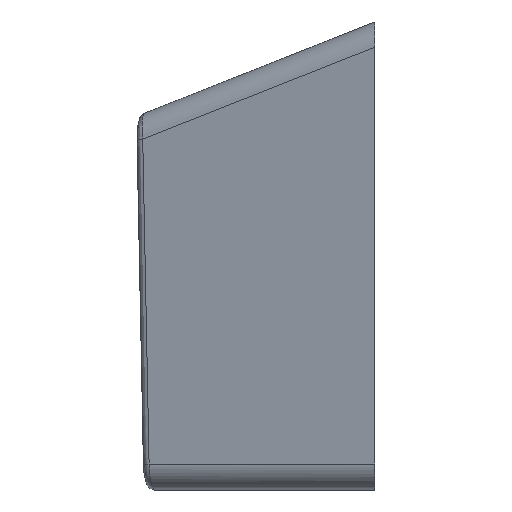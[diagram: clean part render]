
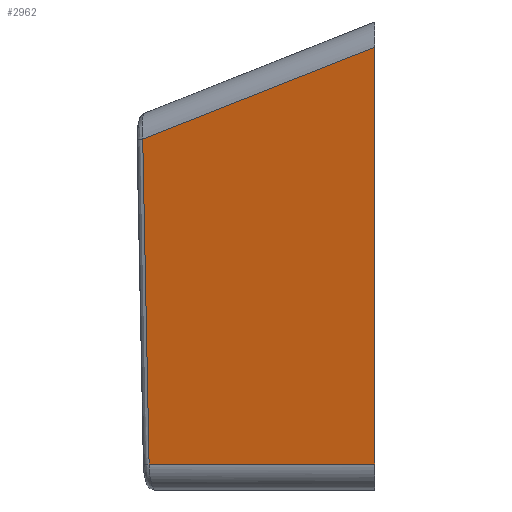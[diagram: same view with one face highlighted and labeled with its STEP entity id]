
A CAD part, left-side view. The second image highlights one B-rep face of the part: STEP entity #2962.
In plain terms, the highlighted planar face has unit normal (-0.965, 0.263, 0).
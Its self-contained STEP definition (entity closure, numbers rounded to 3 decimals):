
#1643 = PLANE('',#1644);
#1644 = AXIS2_PLACEMENT_3D('',#1645,#1646,#1647);
#1645 = CARTESIAN_POINT('',(0.,0.,0.));
#1646 = DIRECTION('',(0.,1.,0.));
#1647 = DIRECTION('',(0.,-0.,1.));
#2265 = CYLINDRICAL_SURFACE('',#2266,1.);
#2266 = AXIS2_PLACEMENT_3D('',#2267,#2268,#2269);
#2267 = CARTESIAN_POINT('',(-14.251,2.986,
    6.742));
#2268 = DIRECTION('',(0.245,0.901,-0.357));
#2269 = DIRECTION('',(-0.651,0.426,0.628));
#2495 = B_SPLINE_SURFACE_WITH_KNOTS('',3,3,(
    (#2496,#2497,#2498,#2499)
    ,(#2500,#2501,#2502,#2503)
    ,(#2504,#2505,#2506,#2507)
    ,(#2508,#2509,#2510,#2511)
    ,(#2512,#2513,#2514,#2515
  )),.UNSPECIFIED.,.F.,.F.,.F.,(4,1,4),(4,4),(0.,0.5,1.),(0.11
    ,1.359),.UNSPECIFIED.);
#2496 = CARTESIAN_POINT('',(-13.304,9.145,
    4.484));
#2497 = CARTESIAN_POINT('',(-13.326,9.064,
    0.321));
#2498 = CARTESIAN_POINT('',(-13.348,8.982,
    -3.843));
#2499 = CARTESIAN_POINT('',(-13.37,8.901,
    -8.006));
#2500 = CARTESIAN_POINT('',(-13.38,9.164,
    4.484));
#2501 = CARTESIAN_POINT('',(-13.402,9.083,
    0.321));
#2502 = CARTESIAN_POINT('',(-13.424,9.001,
    -3.843));
#2503 = CARTESIAN_POINT('',(-13.446,8.92,
    -8.006));
#2504 = CARTESIAN_POINT('',(-13.545,9.141,
    4.486));
#2505 = CARTESIAN_POINT('',(-13.567,9.059,
    0.322));
#2506 = CARTESIAN_POINT('',(-13.59,8.978,
    -3.841));
#2507 = CARTESIAN_POINT('',(-13.612,8.897,-8.005
    ));
#2508 = CARTESIAN_POINT('',(-13.647,9.008,
    4.489));
#2509 = CARTESIAN_POINT('',(-13.669,8.927,0.325
    ));
#2510 = CARTESIAN_POINT('',(-13.692,8.845,
    -3.838));
#2511 = CARTESIAN_POINT('',(-13.714,8.764,
    -8.002));
#2512 = CARTESIAN_POINT('',(-13.668,8.933,4.491
    ));
#2513 = CARTESIAN_POINT('',(-13.69,8.852,0.327)
  );
#2514 = CARTESIAN_POINT('',(-13.712,8.77,
    -3.836));
#2515 = CARTESIAN_POINT('',(-13.734,8.689,-8.));
#2817 = VERTEX_POINT('',#2818);
#2818 = CARTESIAN_POINT('',(-13.668,8.933,4.491
    ));
#2890 = VERTEX_POINT('',#2891);
#2891 = CARTESIAN_POINT('',(-16.1,0.,8.028));
#2937 = EDGE_CURVE('',#2817,#2890,#2938,.T.);
#2938 = SURFACE_CURVE('',#2939,(#2943,#2950),.PCURVE_S1.);
#2939 = LINE('',#2940,#2941);
#2940 = CARTESIAN_POINT('',(-15.215,3.249,
    6.742));
#2941 = VECTOR('',#2942,1.);
#2942 = DIRECTION('',(-0.245,-0.901,0.357));
#2943 = PCURVE('',#2265,#2944);
#2944 = DEFINITIONAL_REPRESENTATION('',(#2945),#2949);
#2945 = LINE('',#2946,#2947);
#2946 = CARTESIAN_POINT('',(5.546,0.));
#2947 = VECTOR('',#2948,1.);
#2948 = DIRECTION('',(0.,-1.));
#2949 = ( GEOMETRIC_REPRESENTATION_CONTEXT(2) 
PARAMETRIC_REPRESENTATION_CONTEXT() REPRESENTATION_CONTEXT('2D SPACE',''
  ) );
#2950 = PCURVE('',#2951,#2956);
#2951 = PLANE('',#2952);
#2952 = AXIS2_PLACEMENT_3D('',#2953,#2954,#2955);
#2953 = CARTESIAN_POINT('',(-16.1,0.,9.));
#2954 = DIRECTION('',(0.965,-0.263,0.));
#2955 = DIRECTION('',(0.,0.,-1.));
#2956 = DEFINITIONAL_REPRESENTATION('',(#2957),#2961);
#2957 = LINE('',#2958,#2959);
#2958 = CARTESIAN_POINT('',(2.258,3.367));
#2959 = VECTOR('',#2960,1.);
#2960 = DIRECTION('',(-0.357,-0.934));
#2961 = ( GEOMETRIC_REPRESENTATION_CONTEXT(2) 
PARAMETRIC_REPRESENTATION_CONTEXT() REPRESENTATION_CONTEXT('2D SPACE',''
  ) );
#2962 = ADVANCED_FACE('',(#2963),#2951,.F.);
#2963 = FACE_BOUND('',#2964,.T.);
#2964 = EDGE_LOOP('',(#2965,#2966,#2988,#3016));
#2965 = ORIENTED_EDGE('',*,*,#2937,.F.);
#2966 = ORIENTED_EDGE('',*,*,#2967,.F.);
#2967 = EDGE_CURVE('',#2968,#2817,#2970,.T.);
#2968 = VERTEX_POINT('',#2969);
#2969 = CARTESIAN_POINT('',(-13.734,8.689,-8.));
#2970 = SURFACE_CURVE('',#2971,(#2975,#2982),.PCURVE_S1.);
#2971 = LINE('',#2972,#2973);
#2972 = CARTESIAN_POINT('',(-13.734,8.689,-8.));
#2973 = VECTOR('',#2974,1.);
#2974 = DIRECTION('',(0.005,0.02,
    1.));
#2975 = PCURVE('',#2951,#2976);
#2976 = DEFINITIONAL_REPRESENTATION('',(#2977),#2981);
#2977 = LINE('',#2978,#2979);
#2978 = CARTESIAN_POINT('',(17.,9.005));
#2979 = VECTOR('',#2980,1.);
#2980 = DIRECTION('',(-1.,0.02));
#2981 = ( GEOMETRIC_REPRESENTATION_CONTEXT(2) 
PARAMETRIC_REPRESENTATION_CONTEXT() REPRESENTATION_CONTEXT('2D SPACE',''
  ) );
#2982 = PCURVE('',#2495,#2983);
#2983 = DEFINITIONAL_REPRESENTATION('',(#2984),#2987);
#2984 = B_SPLINE_CURVE_WITH_KNOTS('',1,(#2985,#2986),.UNSPECIFIED.,.F.,
  .F.,(2,2),(0.,12.493),
  .PIECEWISE_BEZIER_KNOTS.);
#2985 = CARTESIAN_POINT('',(1.,1.359));
#2986 = CARTESIAN_POINT('',(1.,0.11));
#2987 = ( GEOMETRIC_REPRESENTATION_CONTEXT(2) 
PARAMETRIC_REPRESENTATION_CONTEXT() REPRESENTATION_CONTEXT('2D SPACE',''
  ) );
#2988 = ORIENTED_EDGE('',*,*,#2989,.F.);
#2989 = EDGE_CURVE('',#2990,#2968,#2992,.T.);
#2990 = VERTEX_POINT('',#2991);
#2991 = CARTESIAN_POINT('',(-16.1,0.,-8.));
#2992 = SURFACE_CURVE('',#2993,(#2997,#3004),.PCURVE_S1.);
#2993 = LINE('',#2994,#2995);
#2994 = CARTESIAN_POINT('',(-16.1,0.,-8.));
#2995 = VECTOR('',#2996,1.);
#2996 = DIRECTION('',(0.263,0.965,0.)
  );
#2997 = PCURVE('',#2951,#2998);
#2998 = DEFINITIONAL_REPRESENTATION('',(#2999),#3003);
#2999 = LINE('',#3000,#3001);
#3000 = CARTESIAN_POINT('',(17.,0.));
#3001 = VECTOR('',#3002,1.);
#3002 = DIRECTION('',(0.,1.));
#3003 = ( GEOMETRIC_REPRESENTATION_CONTEXT(2) 
PARAMETRIC_REPRESENTATION_CONTEXT() REPRESENTATION_CONTEXT('2D SPACE',''
  ) );
#3004 = PCURVE('',#3005,#3010);
#3005 = CYLINDRICAL_SURFACE('',#3006,1.);
#3006 = AXIS2_PLACEMENT_3D('',#3007,#3008,#3009);
#3007 = CARTESIAN_POINT('',(-15.135,-0.263,-8.));
#3008 = DIRECTION('',(0.263,0.965,0.)
  );
#3009 = DIRECTION('',(-0.682,0.186,-0.707));
#3010 = DEFINITIONAL_REPRESENTATION('',(#3011),#3015);
#3011 = LINE('',#3012,#3013);
#3012 = CARTESIAN_POINT('',(0.785,0.));
#3013 = VECTOR('',#3014,1.);
#3014 = DIRECTION('',(0.,1.));
#3015 = ( GEOMETRIC_REPRESENTATION_CONTEXT(2) 
PARAMETRIC_REPRESENTATION_CONTEXT() REPRESENTATION_CONTEXT('2D SPACE',''
  ) );
#3016 = ORIENTED_EDGE('',*,*,#3017,.F.);
#3017 = EDGE_CURVE('',#2890,#2990,#3018,.T.);
#3018 = SURFACE_CURVE('',#3019,(#3023,#3030),.PCURVE_S1.);
#3019 = LINE('',#3020,#3021);
#3020 = CARTESIAN_POINT('',(-16.1,0.,9.));
#3021 = VECTOR('',#3022,1.);
#3022 = DIRECTION('',(0.,0.,-1.));
#3023 = PCURVE('',#2951,#3024);
#3024 = DEFINITIONAL_REPRESENTATION('',(#3025),#3029);
#3025 = LINE('',#3026,#3027);
#3026 = CARTESIAN_POINT('',(0.,0.));
#3027 = VECTOR('',#3028,1.);
#3028 = DIRECTION('',(1.,0.));
#3029 = ( GEOMETRIC_REPRESENTATION_CONTEXT(2) 
PARAMETRIC_REPRESENTATION_CONTEXT() REPRESENTATION_CONTEXT('2D SPACE',''
  ) );
#3030 = PCURVE('',#1643,#3031);
#3031 = DEFINITIONAL_REPRESENTATION('',(#3032),#3036);
#3032 = LINE('',#3033,#3034);
#3033 = CARTESIAN_POINT('',(9.,-16.1));
#3034 = VECTOR('',#3035,1.);
#3035 = DIRECTION('',(-1.,0.));
#3036 = ( GEOMETRIC_REPRESENTATION_CONTEXT(2) 
PARAMETRIC_REPRESENTATION_CONTEXT() REPRESENTATION_CONTEXT('2D SPACE',''
  ) );
